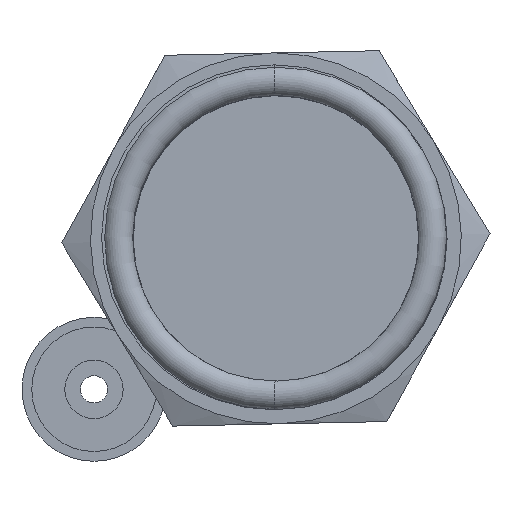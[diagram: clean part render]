
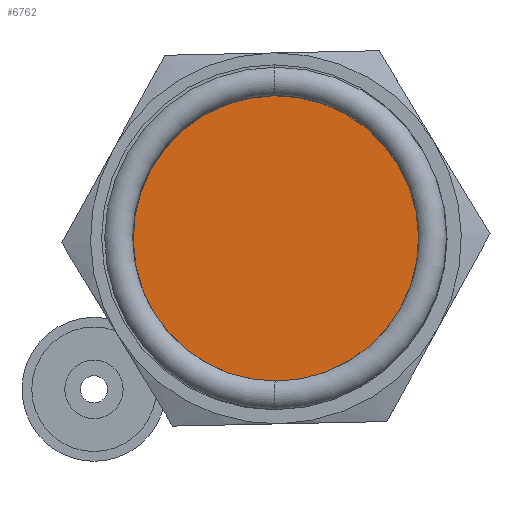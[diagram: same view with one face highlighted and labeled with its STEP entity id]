
A CAD part, left-side view. The second image highlights one B-rep face of the part: STEP entity #6762.
In plain terms, the highlighted face is planar.
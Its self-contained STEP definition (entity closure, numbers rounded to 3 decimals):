
#288 = VERTEX_POINT ( 'NONE', #3468 ) ;
#339 = DIRECTION ( 'NONE',  ( -1., 0., 0. ) ) ;
#796 = DIRECTION ( 'NONE',  ( -1., 0., 0. ) ) ;
#1177 = CARTESIAN_POINT ( 'NONE',  ( 228., 11., 0. ) ) ;
#1299 = CIRCLE ( 'NONE', #7476, 11. ) ;
#1946 = VERTEX_POINT ( 'NONE', #1177 ) ;
#2235 = ORIENTED_EDGE ( 'NONE', *, *, #8871, .F. ) ;
#3336 = DIRECTION ( 'NONE',  ( 0., -1., 0. ) ) ;
#3454 = CIRCLE ( 'NONE', #9604, 11. ) ;
#3468 = CARTESIAN_POINT ( 'NONE',  ( 228., -11., 0. ) ) ;
#3750 = FACE_OUTER_BOUND ( 'NONE', #9767, .T. ) ;
#4759 = CARTESIAN_POINT ( 'NONE',  ( 228., 0., 0. ) ) ;
#5556 = EDGE_CURVE ( 'NONE', #288, #1946, #1299, .T. ) ;
#5597 = DIRECTION ( 'NONE',  ( 0., -1., 0. ) ) ;
#5850 = ORIENTED_EDGE ( 'NONE', *, *, #5556, .F. ) ;
#6667 = DIRECTION ( 'NONE',  ( -1., 0., 0. ) ) ;
#6762 = ADVANCED_FACE ( 'NONE', ( #3750 ), #10474, .F. ) ;
#7368 = CARTESIAN_POINT ( 'NONE',  ( 228., 0., 0. ) ) ;
#7476 = AXIS2_PLACEMENT_3D ( 'NONE', #4759, #339, #5597 ) ;
#8871 = EDGE_CURVE ( 'NONE', #1946, #288, #3454, .T. ) ;
#9059 = DIRECTION ( 'NONE',  ( 0., -1., 0. ) ) ;
#9166 = CARTESIAN_POINT ( 'NONE',  ( 228., 0., 0. ) ) ;
#9604 = AXIS2_PLACEMENT_3D ( 'NONE', #7368, #796, #3336 ) ;
#9767 = EDGE_LOOP ( 'NONE', ( #5850, #2235 ) ) ;
#10474 = PLANE ( 'NONE',  #10671 ) ;
#10671 = AXIS2_PLACEMENT_3D ( 'NONE', #9166, #6667, #9059 ) ;
